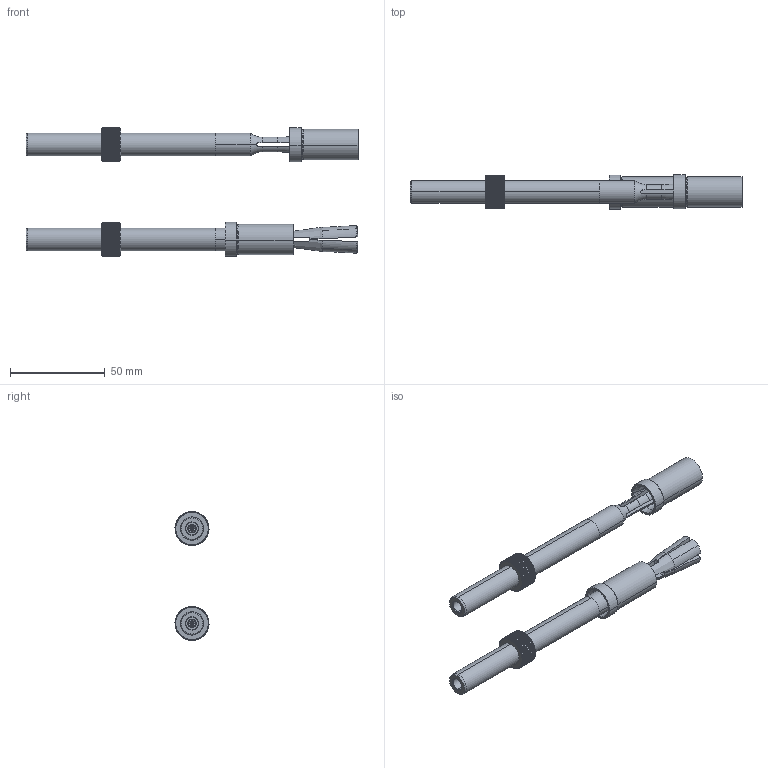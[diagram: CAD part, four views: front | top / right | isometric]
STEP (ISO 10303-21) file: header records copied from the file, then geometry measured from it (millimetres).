
FILE_DESCRIPTION (( 'STEP AP214' ), '1' );
FILE_NAME ('EE124175-WEB.STEP', '2019-07-15T14:36:12', ( '' ), ( '' ), 'SwSTEP 2.0', 'SolidWorks 2018', '' );
FILE_SCHEMA (( 'AUTOMOTIVE_DESIGN' ));
Length unit declared in the file: millimetre
Products named in the file (12): 9EE124175_Sub-conjt. Cerrado; 8EE124075_Abierta ; 9TP121018; 9EE124175_Sub-conjt. Abierto; 3JT11.5X1.5X14.5; 9CP121618; EE124175-WEB; EE124175_Conjt. Cerrado; 8TP121018; 8EE124075_Cerrada; EE124175_Conjt. Abierto; 9EP120100
Assembly tree (14 placements, depth 4):
  EE124175-WEB
    EE124175_Conjt. Abierto
      9EE124175_Sub-conjt. Abierto
        8EE124075_Abierta 
        9EP120100
      9CP121618
      9TP121018
        8TP121018
        3JT11.5X1.5X14.5
    EE124175_Conjt. Cerrado
      9EE124175_Sub-conjt. Cerrado
        8EE124075_Cerrada
        9EP120100
      9CP121618
      9TP121018
        8TP121018
        3JT11.5X1.5X14.5
Bounding box: 175.1 x 17.98 x 67.98 mm (x, y, z)
Volume: 35708.5 mm3; surface area: 33307.8 mm2
Topology: 10 solids, 10 shells, 2120 faces, 5878 edges, 3870 vertices
Faces by surface type: plane 760, bspline 726, cylinder 354, cone 220, torus 60
Entity records: 56774 total; most frequent: CARTESIAN_POINT 24251, ORIENTED_EDGE 6314, DIRECTION 3584, EDGE_CURVE 3157, VERTEX_POINT 2071, B_SPLINE_CURVE_WITH_KNOTS 1689, AXIS2_PLACEMENT_3D 1322, EDGE_LOOP 1204
